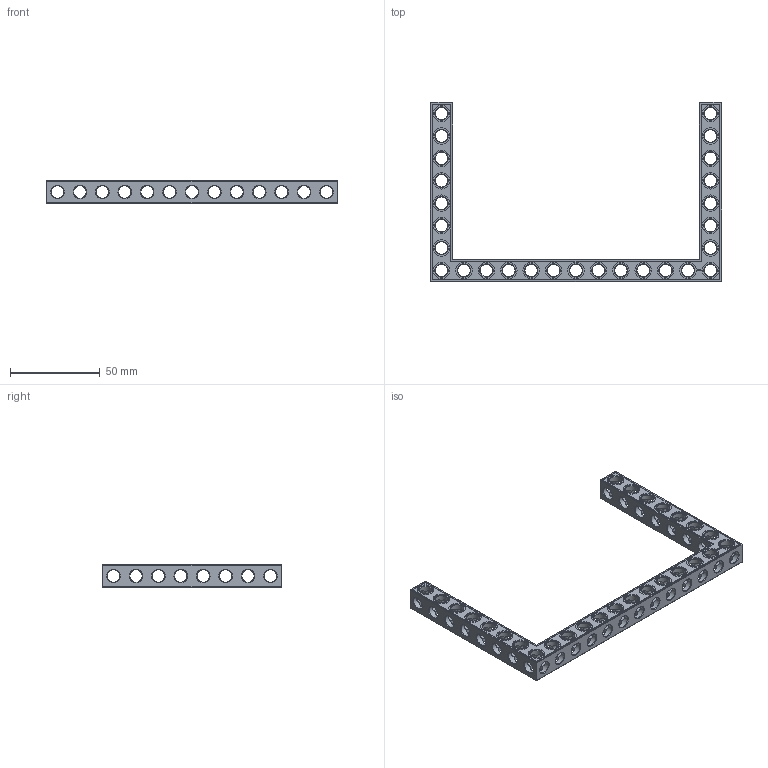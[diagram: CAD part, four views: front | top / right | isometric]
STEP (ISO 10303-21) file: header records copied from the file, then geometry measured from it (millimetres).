
FILE_DESCRIPTION(('FreeCAD Model'),'2;1');
FILE_NAME('Open CASCADE Shape Model','2022-02-26T17:57:46',('Author'),( ''),'Open CASCADE STEP processor 7.5','FreeCAD','Unknown');
FILE_SCHEMA(('AUTOMOTIVE_DESIGN { 1 0 10303 214 1 1 1 1 }'));
Products named in the file (1): Beam AGD ESS USH SYM BU13x08x01 - SPN-BEM-0505 (stemfie.org)
Bounding box: 162.5 x 100 x 12.5 mm (x, y, z)
Volume: 26377.6 mm3; surface area: 23618.9 mm2
Topology: 1 solids, 1 shells, 840 faces, 2522 edges, 1636 vertices
Faces by surface type: plane 397, extrusion 170, cylinder 163, cone 110
Full cylindrical faces by diameter (mm): 6.98 x18, 7 x118, 9.2 x27
Entity records: 137641 total; most frequent: CARTESIAN_POINT 90422, DIRECTION 7642, ORIENTED_EDGE 5044, PCURVE 5044, DEFINITIONAL_REPRESENTATION 5044, VECTOR 4967, LINE 4797, EDGE_CURVE 2522
